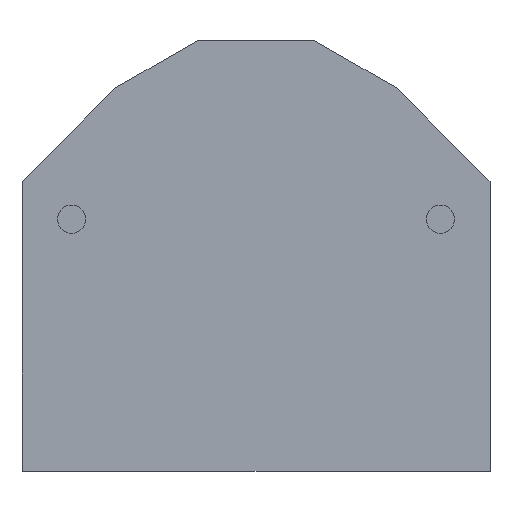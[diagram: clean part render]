
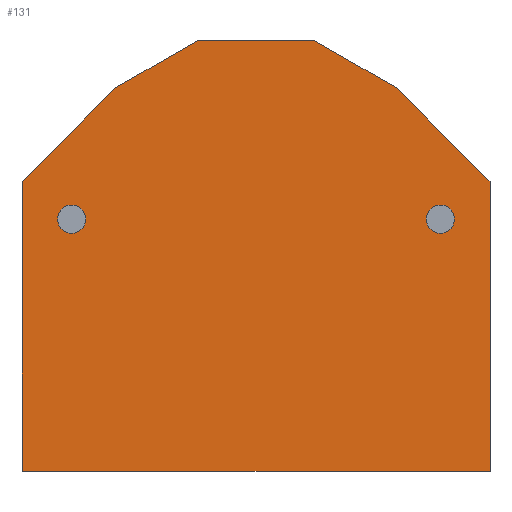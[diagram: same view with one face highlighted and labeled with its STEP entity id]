
A CAD part, top view. The second image highlights one B-rep face of the part: STEP entity #131.
In plain terms, the highlighted planar face has unit normal (0, 0, 1).
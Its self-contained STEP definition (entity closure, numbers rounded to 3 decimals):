
#110=FACE_BOUND('',#182,.T.);
#111=FACE_BOUND('',#183,.T.);
#112=FACE_BOUND('',#184,.T.);
#119=CIRCLE('',#429,1.5);
#120=CIRCLE('',#430,1.5);
#131=ADVANCED_FACE('',(#110,#111,#112),#152,.F.);
#152=PLANE('',#431);
#182=EDGE_LOOP('',(#233));
#183=EDGE_LOOP('',(#234));
#184=EDGE_LOOP('',(#235,#236,#237,#238,#239,#240,#241,#242));
#233=ORIENTED_EDGE('',*,*,#339,.T.);
#234=ORIENTED_EDGE('',*,*,#340,.T.);
#235=ORIENTED_EDGE('',*,*,#316,.F.);
#236=ORIENTED_EDGE('',*,*,#337,.T.);
#237=ORIENTED_EDGE('',*,*,#334,.T.);
#238=ORIENTED_EDGE('',*,*,#331,.T.);
#239=ORIENTED_EDGE('',*,*,#328,.T.);
#240=ORIENTED_EDGE('',*,*,#325,.T.);
#241=ORIENTED_EDGE('',*,*,#322,.F.);
#242=ORIENTED_EDGE('',*,*,#319,.F.);
#285=VERTEX_POINT('',#553);
#288=VERTEX_POINT('',#558);
#289=VERTEX_POINT('',#562);
#291=VERTEX_POINT('',#568);
#293=VERTEX_POINT('',#574);
#295=VERTEX_POINT('',#580);
#297=VERTEX_POINT('',#586);
#299=VERTEX_POINT('',#592);
#303=VERTEX_POINT('',#605);
#304=VERTEX_POINT('',#607);
#316=EDGE_CURVE('',#288,#285,#359,.T.);
#319=EDGE_CURVE('',#285,#289,#362,.T.);
#322=EDGE_CURVE('',#289,#291,#365,.T.);
#325=EDGE_CURVE('',#293,#291,#368,.T.);
#328=EDGE_CURVE('',#295,#293,#371,.T.);
#331=EDGE_CURVE('',#297,#295,#374,.T.);
#334=EDGE_CURVE('',#299,#297,#377,.T.);
#337=EDGE_CURVE('',#288,#299,#379,.T.);
#339=EDGE_CURVE('',#303,#303,#119,.T.);
#340=EDGE_CURVE('',#304,#304,#120,.T.);
#359=LINE('',#559,#390);
#362=LINE('',#565,#393);
#365=LINE('',#571,#396);
#368=LINE('',#577,#399);
#371=LINE('',#583,#402);
#374=LINE('',#589,#405);
#377=LINE('',#595,#408);
#379=LINE('',#601,#410);
#390=VECTOR('',#457,1.);
#393=VECTOR('',#462,1.);
#396=VECTOR('',#467,1.);
#399=VECTOR('',#472,1.);
#402=VECTOR('',#477,1.);
#405=VECTOR('',#482,1.);
#408=VECTOR('',#487,1.);
#410=VECTOR('',#493,1.);
#429=AXIS2_PLACEMENT_3D('',#604,#498,#499);
#430=AXIS2_PLACEMENT_3D('',#606,#500,#501);
#431=AXIS2_PLACEMENT_3D('',#608,#502,#503);
#457=DIRECTION('',(0.,1.,0.));
#462=DIRECTION('',(0.707,0.707,0.));
#467=DIRECTION('',(0.866,0.5,0.));
#472=DIRECTION('',(-1.,0.,0.));
#477=DIRECTION('',(-0.866,0.5,0.));
#482=DIRECTION('',(-0.707,0.707,0.));
#487=DIRECTION('',(0.,1.,0.));
#493=DIRECTION('',(1.,0.,0.));
#498=DIRECTION('',(0.,0.,-1.));
#499=DIRECTION('',(-1.,0.,0.));
#500=DIRECTION('',(0.,0.,-1.));
#501=DIRECTION('',(-1.,0.,0.));
#502=DIRECTION('',(0.,0.,-1.));
#503=DIRECTION('',(-1.,0.,0.));
#553=CARTESIAN_POINT('',(-24.925,30.85,0.));
#558=CARTESIAN_POINT('',(-24.925,0.,0.));
#559=CARTESIAN_POINT('',(-24.925,0.,0.));
#562=CARTESIAN_POINT('',(-14.925,40.85,0.));
#565=CARTESIAN_POINT('',(-24.925,30.85,0.));
#568=CARTESIAN_POINT('',(-6.265,45.85,0.));
#571=CARTESIAN_POINT('',(-14.925,40.85,0.));
#574=CARTESIAN_POINT('',(6.265,45.85,0.));
#577=CARTESIAN_POINT('',(0.,45.85,0.));
#580=CARTESIAN_POINT('',(14.925,40.85,0.));
#583=CARTESIAN_POINT('',(14.925,40.85,0.));
#586=CARTESIAN_POINT('',(24.925,30.85,0.));
#589=CARTESIAN_POINT('',(24.925,30.85,0.));
#592=CARTESIAN_POINT('',(24.925,0.,0.));
#595=CARTESIAN_POINT('',(24.925,0.,0.));
#601=CARTESIAN_POINT('',(0.,0.,0.));
#604=CARTESIAN_POINT('',(-19.64,26.85,0.));
#605=CARTESIAN_POINT('',(-21.14,26.85,0.));
#606=CARTESIAN_POINT('',(19.64,26.85,0.));
#607=CARTESIAN_POINT('',(18.14,26.85,0.));
#608=CARTESIAN_POINT('',(-24.925,0.,0.));
